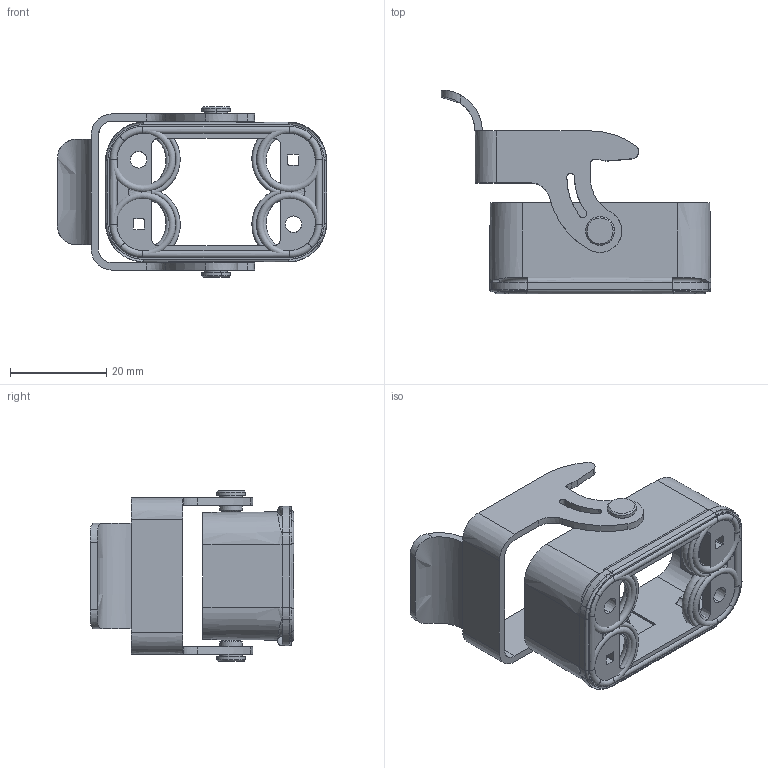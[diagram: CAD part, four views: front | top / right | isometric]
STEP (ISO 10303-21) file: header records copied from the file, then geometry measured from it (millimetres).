
FILE_DESCRIPTION((''),'2;1');
FILE_NAME('MANIFOLD_SOLID_BREP_467','2017-01-23T',('wl.kang'),(''),'PRO/ENGINEER BY PARAMETRIC TECHNOLOGY CORPORATION, 2012480','PRO/ENGINEER BY PARAMETRIC TECHNOLOGY CORPORATION, 2012480','');
FILE_SCHEMA(('AUTOMOTIVE_DESIGN { 1 0 10303 214 1 1 1 1 }'));
Products named in the file (1): MANIFOLD_SOLID_BREP_467
Bounding box: 55.99 x 42.35 x 35.5 mm (x, y, z)
Surface area: 15230.5 mm2 (no closed solid volume)
Topology: 0 solids, 0 shells, 354 faces, 2070 edges, 2038 vertices
Faces by surface type: bspline 326, torus 28
Entity records: 42910 total; most frequent: CARTESIAN_POINT 26426, DIRECTION 2348, DEFINITIONAL_REPRESENTATION 2010, PCURVE 2010, COMPOSITE_CURVE_SEGMENT 2010, TRIMMED_CURVE 1960, VECTOR 1628, LINE 1628
